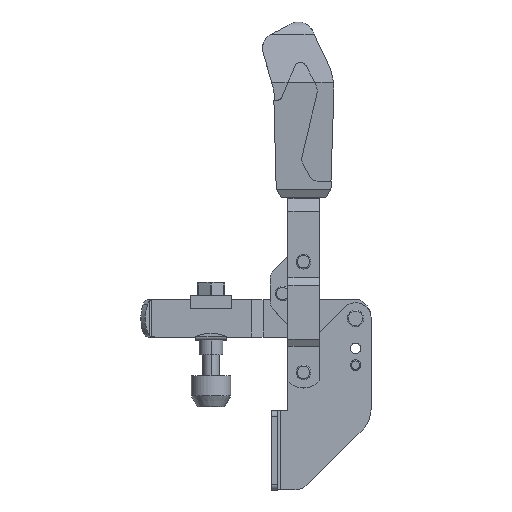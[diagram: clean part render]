
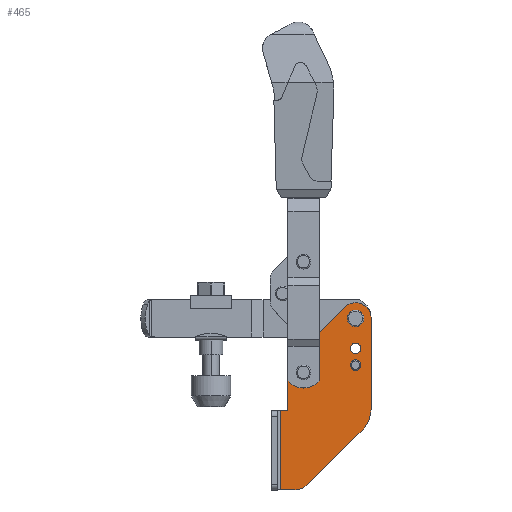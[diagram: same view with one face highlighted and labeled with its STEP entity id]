
A CAD part, top view. The second image highlights one B-rep face of the part: STEP entity #465.
In plain terms, the highlighted planar face has unit normal (0, 0, 1).
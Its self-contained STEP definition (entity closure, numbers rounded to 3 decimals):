
#465=ADVANCED_FACE('NONE',(#1283,#1284,#1285,#1286,#1287),#1288,.F.);
#1283=FACE_OUTER_BOUND('',#2520,.T.);
#1284=FACE_BOUND('',#2521,.T.);
#1285=FACE_BOUND('',#2522,.T.);
#1286=FACE_BOUND('',#2523,.T.);
#1287=FACE_BOUND('',#2524,.T.);
#1288=PLANE('',#2525);
#2520=EDGE_LOOP('',(#3848,#3849,#3850,#3851,#3852,#3853,#3854,#3855,#3856,#3857,#3858));
#2521=EDGE_LOOP('',(#3859,#3860));
#2522=EDGE_LOOP('',(#3861,#3862));
#2523=EDGE_LOOP('',(#3863,#3864));
#2524=EDGE_LOOP('',(#3865,#3866));
#2525=AXIS2_PLACEMENT_3D('',#3867,#3868,#3869);
#3848=ORIENTED_EDGE('',*,*,#7225,.T.);
#3849=ORIENTED_EDGE('',*,*,#7226,.T.);
#3850=ORIENTED_EDGE('',*,*,#7223,.T.);
#3851=ORIENTED_EDGE('',*,*,#7227,.T.);
#3852=ORIENTED_EDGE('',*,*,#7228,.T.);
#3853=ORIENTED_EDGE('',*,*,#7229,.T.);
#3854=ORIENTED_EDGE('',*,*,#7230,.T.);
#3855=ORIENTED_EDGE('',*,*,#7231,.F.);
#3856=ORIENTED_EDGE('',*,*,#7232,.T.);
#3857=ORIENTED_EDGE('',*,*,#7233,.T.);
#3858=ORIENTED_EDGE('',*,*,#7234,.T.);
#3859=ORIENTED_EDGE('',*,*,#7235,.F.);
#3860=ORIENTED_EDGE('',*,*,#7106,.F.);
#3861=ORIENTED_EDGE('',*,*,#7109,.F.);
#3862=ORIENTED_EDGE('',*,*,#7236,.F.);
#3863=ORIENTED_EDGE('',*,*,#7161,.T.);
#3864=ORIENTED_EDGE('',*,*,#7237,.T.);
#3865=ORIENTED_EDGE('',*,*,#7238,.T.);
#3866=ORIENTED_EDGE('',*,*,#7184,.T.);
#3867=CARTESIAN_POINT('',(-36.0,7.5,6.0));
#3868=DIRECTION('',(0.0,0.0,-1.0));
#3869=DIRECTION('',(0.0,-1.0,0.0));
#7106=EDGE_CURVE('NONE',#8456,#8458,#8459,.T.);
#7109=EDGE_CURVE('NONE',#8462,#8463,#8464,.T.);
#7161=EDGE_CURVE('NONE',#8553,#8551,#8554,.T.);
#7184=EDGE_CURVE('NONE',#8589,#8590,#8591,.T.);
#7223=EDGE_CURVE('NONE',#8649,#8653,#8655,.T.);
#7225=EDGE_CURVE('NONE',#8657,#8658,#8659,.T.);
#7226=EDGE_CURVE('NONE',#8658,#8649,#8660,.T.);
#7227=EDGE_CURVE('NONE',#8653,#8661,#8662,.T.);
#7228=EDGE_CURVE('NONE',#8661,#8663,#8664,.T.);
#7229=EDGE_CURVE('NONE',#8663,#8665,#8666,.T.);
#7230=EDGE_CURVE('NONE',#8665,#8667,#8668,.T.);
#7231=EDGE_CURVE('NONE',#8669,#8667,#8670,.T.);
#7232=EDGE_CURVE('NONE',#8669,#8671,#8672,.T.);
#7233=EDGE_CURVE('NONE',#8671,#8673,#8674,.T.);
#7234=EDGE_CURVE('NONE',#8673,#8657,#8675,.T.);
#7235=EDGE_CURVE('NONE',#8458,#8456,#8676,.T.);
#7236=EDGE_CURVE('NONE',#8463,#8462,#8677,.T.);
#7237=EDGE_CURVE('NONE',#8551,#8553,#8678,.T.);
#7238=EDGE_CURVE('NONE',#8590,#8589,#8679,.T.);
#8456=VERTEX_POINT('NONE',#10433);
#8458=VERTEX_POINT('NONE',#10436);
#8459=CIRCLE('',#10437,2.5);
#8462=VERTEX_POINT('NONE',#10441);
#8463=VERTEX_POINT('NONE',#10442);
#8464=CIRCLE('',#10443,2.5);
#8551=VERTEX_POINT('NONE',#10550);
#8553=VERTEX_POINT('NONE',#10553);
#8554=CIRCLE('',#10554,2.5);
#8589=VERTEX_POINT('NONE',#10596);
#8590=VERTEX_POINT('NONE',#10597);
#8591=CIRCLE('',#10598,4.0);
#8649=VERTEX_POINT('NONE',#10669);
#8653=VERTEX_POINT('NONE',#10674);
#8655=LINE('',#10676,#10677);
#8657=VERTEX_POINT('NONE',#10679);
#8658=VERTEX_POINT('NONE',#10680);
#8659=LINE('',#10681,#10682);
#8660=LINE('',#10683,#10684);
#8661=VERTEX_POINT('NONE',#10685);
#8662=LINE('',#10686,#10687);
#8663=VERTEX_POINT('NONE',#10688);
#8664=CIRCLE('',#10689,10.0);
#8665=VERTEX_POINT('NONE',#10690);
#8666=LINE('',#10691,#10692);
#8667=VERTEX_POINT('NONE',#10693);
#8668=CIRCLE('',#10694,15.0);
#8669=VERTEX_POINT('NONE',#10695);
#8670=LINE('',#10696,#10697);
#8671=VERTEX_POINT('NONE',#10698);
#8672=CIRCLE('',#10699,7.5);
#8673=VERTEX_POINT('NONE',#10700);
#8674=LINE('',#10701,#10702);
#8675=CIRCLE('',#10703,5.0);
#8676=CIRCLE('',#10704,2.5);
#8677=CIRCLE('',#10705,2.5);
#8678=CIRCLE('',#10706,2.5);
#8679=CIRCLE('',#10707,4.0);
#10433=CARTESIAN_POINT('',(2.5,-14.5,6.0));
#10436=CARTESIAN_POINT('',(-2.5,-14.5,6.0));
#10437=AXIS2_PLACEMENT_3D('',#13759,#13760,#13761);
#10441=CARTESIAN_POINT('',(-2.5,-22.5,6.0));
#10442=CARTESIAN_POINT('',(2.5,-22.5,6.0));
#10443=AXIS2_PLACEMENT_3D('',#13763,#13764,#13765);
#10550=CARTESIAN_POINT('',(-22.5,-26.0,6.0));
#10553=CARTESIAN_POINT('',(-27.5,-26.0,6.0));
#10554=AXIS2_PLACEMENT_3D('',#13847,#13848,#13849);
#10596=CARTESIAN_POINT('',(4.0,0.0,6.0));
#10597=CARTESIAN_POINT('',(-4.,0.0,6.0));
#10598=AXIS2_PLACEMENT_3D('',#13887,#13888,#13889);
#10669=CARTESIAN_POINT('',(-36.0,-44.5,6.0));
#10674=CARTESIAN_POINT('',(-36.0,-82.5,6.0));
#10676=CARTESIAN_POINT('',(-36.0,7.5,6.0));
#10677=VECTOR('',#13961,1000.0);
#10679=CARTESIAN_POINT('',(-32.5,-23.964,6.0));
#10680=CARTESIAN_POINT('',(-32.5,-44.5,6.0));
#10681=CARTESIAN_POINT('',(-32.5,7.5,6.0));
#10682=VECTOR('',#13962,1000.0);
#10683=CARTESIAN_POINT('',(-36.0,-44.5,6.0));
#10684=VECTOR('',#13963,1000.0);
#10685=CARTESIAN_POINT('',(-29.642,-82.5,6.0));
#10686=CARTESIAN_POINT('',(-36.0,-82.5,6.0));
#10687=VECTOR('',#13964,1000.0);
#10688=CARTESIAN_POINT('',(-22.571,-79.571,6.0));
#10689=AXIS2_PLACEMENT_3D('',#13965,#13966,#13967);
#10690=CARTESIAN_POINT('',(3.107,-53.893,6.0));
#10691=CARTESIAN_POINT('',(14.25,-42.75,6.0));
#10692=VECTOR('',#13968,1000.0);
#10693=CARTESIAN_POINT('',(7.5,-43.287,6.0));
#10694=AXIS2_PLACEMENT_3D('',#13969,#13970,#13971);
#10695=CARTESIAN_POINT('',(7.5,0.0,6.0));
#10696=CARTESIAN_POINT('',(7.5,7.5,6.0));
#10697=VECTOR('',#13972,1000.0);
#10698=CARTESIAN_POINT('',(-5.303,5.303,6.0));
#10699=AXIS2_PLACEMENT_3D('',#13973,#13974,#13975);
#10700=CARTESIAN_POINT('',(-31.036,-20.429,6.0));
#10701=CARTESIAN_POINT('',(-19.553,-8.947,6.0));
#10702=VECTOR('',#13976,1000.0);
#10703=AXIS2_PLACEMENT_3D('',#13977,#13978,#13979);
#10704=AXIS2_PLACEMENT_3D('',#13980,#13981,#13982);
#10705=AXIS2_PLACEMENT_3D('',#13983,#13984,#13985);
#10706=AXIS2_PLACEMENT_3D('',#13986,#13987,#13988);
#10707=AXIS2_PLACEMENT_3D('',#13989,#13990,#13991);
#13759=CARTESIAN_POINT('',(0.0,-14.5,6.0));
#13760=DIRECTION('',(0.0,0.0,1.0));
#13761=DIRECTION('',(-1.0,0.0,0.0));
#13763=CARTESIAN_POINT('',(0.0,-22.5,6.0));
#13764=DIRECTION('',(0.0,0.0,1.0));
#13765=DIRECTION('',(-1.0,0.0,0.0));
#13847=CARTESIAN_POINT('',(-25.0,-26.0,6.0));
#13848=DIRECTION('',(0.0,0.0,-1.0));
#13849=DIRECTION('',(-1.0,0.0,0.0));
#13887=CARTESIAN_POINT('',(0.0,0.0,6.0));
#13888=DIRECTION('',(0.0,0.0,-1.0));
#13889=DIRECTION('',(-1.0,0.0,0.0));
#13961=DIRECTION('',(0.0,-1.0,0.0));
#13962=DIRECTION('',(0.0,-1.0,0.0));
#13963=DIRECTION('',(-1.0,0.0,0.0));
#13964=DIRECTION('',(1.0,0.0,0.0));
#13965=CARTESIAN_POINT('',(-29.642,-72.5,6.0));
#13966=DIRECTION('',(0.0,0.0,1.0));
#13967=DIRECTION('',(-1.0,0.0,0.0));
#13968=DIRECTION('',(0.707,0.707,0.0));
#13969=CARTESIAN_POINT('',(-7.5,-43.287,6.0));
#13970=DIRECTION('',(0.0,0.0,1.0));
#13971=DIRECTION('',(-1.0,0.0,0.0));
#13972=DIRECTION('',(0.0,-1.0,0.0));
#13973=CARTESIAN_POINT('',(0.0,0.0,6.0));
#13974=DIRECTION('',(0.0,0.0,1.0));
#13975=DIRECTION('',(-1.0,0.0,0.0));
#13976=DIRECTION('',(-0.707,-0.707,0.0));
#13977=CARTESIAN_POINT('',(-27.5,-23.964,6.0));
#13978=DIRECTION('',(0.0,0.0,1.0));
#13979=DIRECTION('',(-1.0,0.0,0.0));
#13980=CARTESIAN_POINT('',(0.0,-14.5,6.0));
#13981=DIRECTION('',(0.0,0.0,1.0));
#13982=DIRECTION('',(-1.0,0.0,0.0));
#13983=CARTESIAN_POINT('',(0.0,-22.5,6.0));
#13984=DIRECTION('',(0.0,0.0,1.0));
#13985=DIRECTION('',(-1.0,0.0,0.0));
#13986=CARTESIAN_POINT('',(-25.0,-26.0,6.0));
#13987=DIRECTION('',(0.0,0.0,-1.0));
#13988=DIRECTION('',(-1.0,0.0,0.0));
#13989=CARTESIAN_POINT('',(0.0,0.0,6.0));
#13990=DIRECTION('',(0.0,0.0,-1.0));
#13991=DIRECTION('',(-1.0,0.0,0.0));
